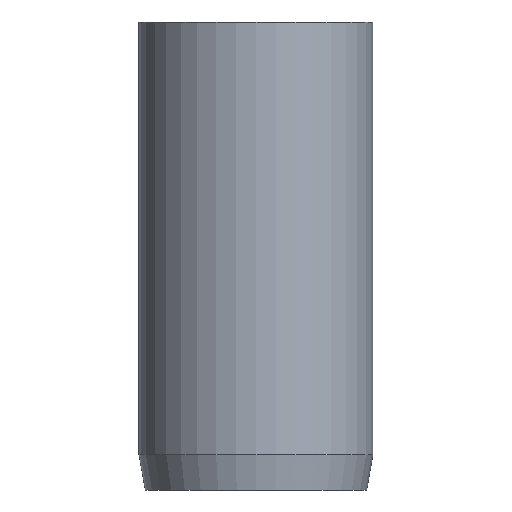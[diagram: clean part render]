
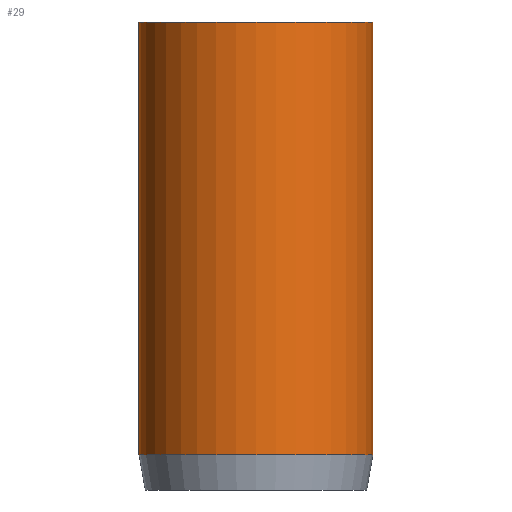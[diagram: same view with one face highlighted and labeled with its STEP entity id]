
A CAD part, front view. The second image highlights one B-rep face of the part: STEP entity #29.
In plain terms, the highlighted cylindrical face has radius 5 mm (diameter 10 mm), a partial arc.
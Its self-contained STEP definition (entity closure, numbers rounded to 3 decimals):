
#21 = CARTESIAN_POINT ( 'NONE',  ( -5., 0., 20. ) ) ;
#29 = ADVANCED_FACE ( 'NONE', ( #1135 ), #1153, .T. ) ;
#73 = VECTOR ( 'NONE', #439, 1000. ) ;
#101 = LINE ( 'NONE', #620, #73 ) ;
#108 = CARTESIAN_POINT ( 'NONE',  ( 0., 0., 1.5 ) ) ;
#125 = VERTEX_POINT ( 'NONE', #1078 ) ;
#143 = AXIS2_PLACEMENT_3D ( 'NONE', #457, #721, #802 ) ;
#221 = DIRECTION ( 'NONE',  ( 1., 0., 0. ) ) ;
#277 = ORIENTED_EDGE ( 'NONE', *, *, #939, .F. ) ;
#290 = VERTEX_POINT ( 'NONE', #21 ) ;
#313 = CIRCLE ( 'NONE', #946, 5. ) ;
#328 = VERTEX_POINT ( 'NONE', #1022 ) ;
#335 = DIRECTION ( 'NONE',  ( 0., 0., -1. ) ) ;
#341 = DIRECTION ( 'NONE',  ( 0., 0., 1. ) ) ;
#437 = VERTEX_POINT ( 'NONE', #1086 ) ;
#439 = DIRECTION ( 'NONE',  ( 0., 0., -1. ) ) ;
#457 = CARTESIAN_POINT ( 'NONE',  ( 0., 0., 20. ) ) ;
#469 = ORIENTED_EDGE ( 'NONE', *, *, #924, .T. ) ;
#605 = LINE ( 'NONE', #863, #1014 ) ;
#620 = CARTESIAN_POINT ( 'NONE',  ( -5., 0., 20. ) ) ;
#664 = EDGE_LOOP ( 'NONE', ( #676, #277, #469, #741 ) ) ;
#676 = ORIENTED_EDGE ( 'NONE', *, *, #922, .F. ) ;
#721 = DIRECTION ( 'NONE',  ( 0., 0., -1. ) ) ;
#741 = ORIENTED_EDGE ( 'NONE', *, *, #987, .T. ) ;
#781 = DIRECTION ( 'NONE',  ( 0., 0., 1. ) ) ;
#800 = AXIS2_PLACEMENT_3D ( 'NONE', #865, #341, #938 ) ;
#802 = DIRECTION ( 'NONE',  ( -1., 0., 0. ) ) ;
#863 = CARTESIAN_POINT ( 'NONE',  ( 5., 0., 20. ) ) ;
#865 = CARTESIAN_POINT ( 'NONE',  ( 0., 0., 20. ) ) ;
#922 = EDGE_CURVE ( 'NONE', #125, #328, #605, .T. ) ;
#924 = EDGE_CURVE ( 'NONE', #290, #437, #101, .T. ) ;
#938 = DIRECTION ( 'NONE',  ( 1., 0., 0. ) ) ;
#939 = EDGE_CURVE ( 'NONE', #290, #125, #993, .T. ) ;
#946 = AXIS2_PLACEMENT_3D ( 'NONE', #108, #781, #221 ) ;
#987 = EDGE_CURVE ( 'NONE', #437, #328, #313, .T. ) ;
#993 = CIRCLE ( 'NONE', #800, 5. ) ;
#1014 = VECTOR ( 'NONE', #335, 1000. ) ;
#1022 = CARTESIAN_POINT ( 'NONE',  ( 5., 0., 1.5 ) ) ;
#1078 = CARTESIAN_POINT ( 'NONE',  ( 5., 0., 20. ) ) ;
#1086 = CARTESIAN_POINT ( 'NONE',  ( -5., 0., 1.5 ) ) ;
#1135 = FACE_OUTER_BOUND ( 'NONE', #664, .T. ) ;
#1153 = CYLINDRICAL_SURFACE ( 'NONE', #143, 5. ) ;
